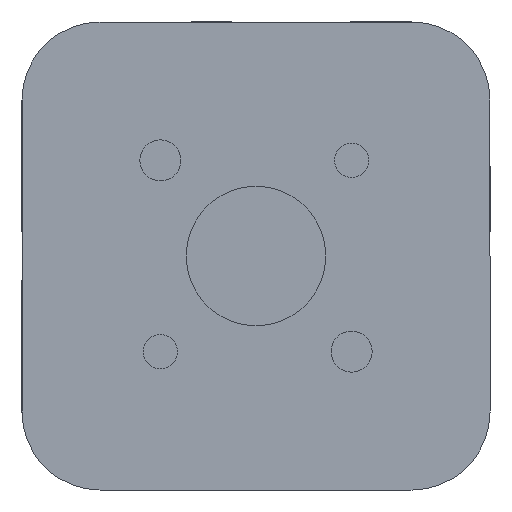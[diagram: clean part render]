
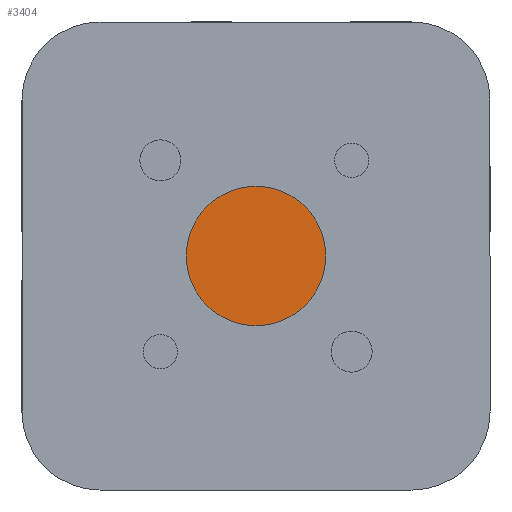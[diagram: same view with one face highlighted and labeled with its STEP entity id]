
A CAD part, left-side view. The second image highlights one B-rep face of the part: STEP entity #3404.
In plain terms, the highlighted planar face has unit normal (-1, 0, 0).
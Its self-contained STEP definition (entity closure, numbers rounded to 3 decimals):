
#338 = CARTESIAN_POINT ( 'NONE',  ( -21.321, 0., -8.5 ) ) ;
#339 = CARTESIAN_POINT ( 'NONE',  ( -21.321, 0., 8.5 ) ) ;
#1050 = AXIS2_PLACEMENT_3D ( 'NONE', #3678, #3681, #3682 ) ;
#1096 = AXIS2_PLACEMENT_3D ( 'NONE', #3932, #3945, #3946 ) ;
#1409 = CIRCLE ( 'NONE', #1050, 8.5 ) ;
#1540 = CIRCLE ( 'NONE', #1096, 8.5 ) ;
#3044 = EDGE_LOOP ( 'NONE', ( #7728, #7729 ) ) ;
#3404 = ADVANCED_FACE ( 'NONE', ( #10060 ), #6813, .F. ) ;
#3678 = CARTESIAN_POINT ( 'NONE',  ( -21.321, 0., 0. ) ) ;
#3681 = DIRECTION ( 'NONE',  ( -1., 0., 0. ) ) ;
#3682 = DIRECTION ( 'NONE',  ( 0., 0., 1. ) ) ;
#3932 = CARTESIAN_POINT ( 'NONE',  ( -21.321, 0., 0. ) ) ;
#3945 = DIRECTION ( 'NONE',  ( -1., 0., 0. ) ) ;
#3946 = DIRECTION ( 'NONE',  ( 0., 0., 1. ) ) ;
#5993 = VERTEX_POINT ( 'NONE', #338 ) ;
#5994 = VERTEX_POINT ( 'NONE', #339 ) ;
#6813 = PLANE ( 'NONE',  #9588 ) ;
#6843 = CARTESIAN_POINT ( 'NONE',  ( -21.321, 8.5, 0. ) ) ;
#6852 = DIRECTION ( 'NONE',  ( 1., 0., 0. ) ) ;
#6853 = DIRECTION ( 'NONE',  ( 0., 0., -1. ) ) ;
#7728 = ORIENTED_EDGE ( 'NONE', *, *, #8817, .T. ) ;
#7729 = ORIENTED_EDGE ( 'NONE', *, *, #8717, .T. ) ;
#8717 = EDGE_CURVE ( 'NONE', #5993, #5994, #1409, .T. ) ;
#8817 = EDGE_CURVE ( 'NONE', #5994, #5993, #1540, .T. ) ;
#9588 = AXIS2_PLACEMENT_3D ( 'NONE', #6843, #6852, #6853 ) ;
#10060 = FACE_OUTER_BOUND ( 'NONE', #3044, .T. ) ;
